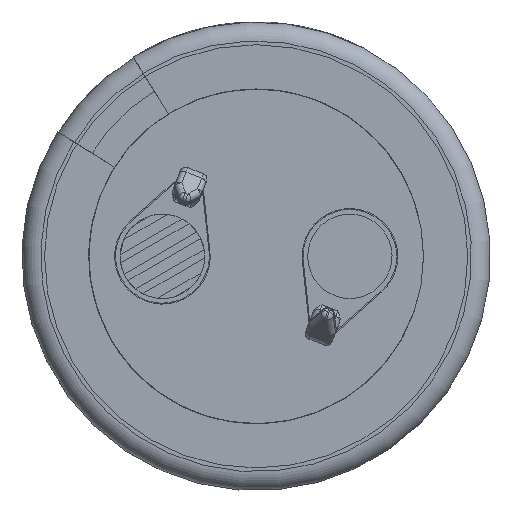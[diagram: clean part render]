
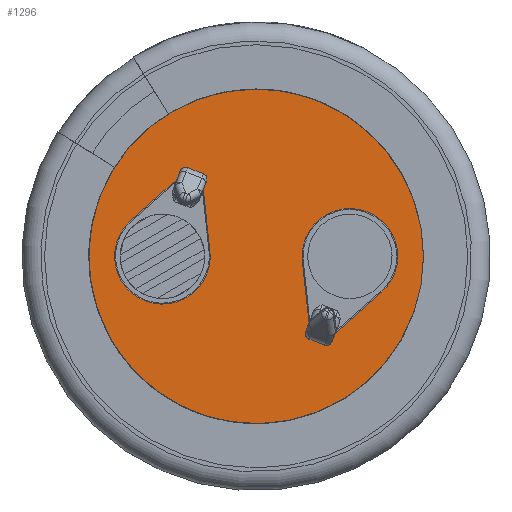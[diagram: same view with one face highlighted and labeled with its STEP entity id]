
A CAD part, front view. The second image highlights one B-rep face of the part: STEP entity #1296.
In plain terms, the highlighted planar face has unit normal (0, -1, 0).
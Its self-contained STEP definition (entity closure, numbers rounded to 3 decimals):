
#1296 = ADVANCED_FACE( '', ( #2938, #2939, #2940 ), #2941, .T. );
#2938 = FACE_OUTER_BOUND( '', #6014, .T. );
#2939 = FACE_BOUND( '', #6015, .T. );
#2940 = FACE_BOUND( '', #6016, .T. );
#2941 = PLANE( '', #6017 );
#6014 = EDGE_LOOP( '', ( #10672 ) );
#6015 = EDGE_LOOP( '', ( #10673, #10674, #10675, #10676 ) );
#6016 = EDGE_LOOP( '', ( #10677, #10678, #10679, #10680 ) );
#6017 = AXIS2_PLACEMENT_3D( '', #10681, #10682, #10683 );
#10672 = ORIENTED_EDGE( '', *, *, #13172, .T. );
#10673 = ORIENTED_EDGE( '', *, *, #14407, .F. );
#10674 = ORIENTED_EDGE( '', *, *, #14408, .F. );
#10675 = ORIENTED_EDGE( '', *, *, #13422, .F. );
#10676 = ORIENTED_EDGE( '', *, *, #13730, .F. );
#10677 = ORIENTED_EDGE( '', *, *, #13607, .T. );
#10678 = ORIENTED_EDGE( '', *, *, #14409, .T. );
#10679 = ORIENTED_EDGE( '', *, *, #14410, .T. );
#10680 = ORIENTED_EDGE( '', *, *, #14411, .T. );
#10681 = CARTESIAN_POINT( '', ( 0., 0., 0. ) );
#10682 = DIRECTION( '', ( 0., -1., 0. ) );
#10683 = DIRECTION( '', ( 1., 0., 0. ) );
#13172 = EDGE_CURVE( '', #15501, #15501, #15502, .T. );
#13422 = EDGE_CURVE( '', #15915, #15916, #15917, .T. );
#13607 = EDGE_CURVE( '', #16222, #16223, #16224, .T. );
#13730 = EDGE_CURVE( '', #16413, #15915, #16414, .T. );
#14407 = EDGE_CURVE( '', #17397, #16413, #17398, .T. );
#14408 = EDGE_CURVE( '', #15916, #17397, #17399, .T. );
#14409 = EDGE_CURVE( '', #16223, #17400, #17401, .T. );
#14410 = EDGE_CURVE( '', #17400, #17402, #17403, .T. );
#14411 = EDGE_CURVE( '', #17402, #16222, #17404, .T. );
#15501 = VERTEX_POINT( '', #19230 );
#15502 = CIRCLE( '', #19231, 10.357 );
#15915 = VERTEX_POINT( '', #20193 );
#15916 = VERTEX_POINT( '', #20194 );
#15917 = LINE( '', #20195, #20196 );
#16222 = VERTEX_POINT( '', #20766 );
#16223 = VERTEX_POINT( '', #20767 );
#16224 = LINE( '', #20768, #20769 );
#16413 = VERTEX_POINT( '', #21156 );
#16414 = CIRCLE( '', #21157, 2.55 );
#17397 = VERTEX_POINT( '', #23484 );
#17398 = LINE( '', #23485, #23486 );
#17399 = LINE( '', #23487, #23488 );
#17400 = VERTEX_POINT( '', #23489 );
#17401 = LINE( '', #23490, #23491 );
#17402 = VERTEX_POINT( '', #23492 );
#17403 = LINE( '', #23493, #23494 );
#17404 = CIRCLE( '', #23495, 2.55 );
#19230 = CARTESIAN_POINT( '', ( 10.357, 0., 0. ) );
#19231 = AXIS2_PLACEMENT_3D( '', #24872, #24873, #24874 );
#20193 = CARTESIAN_POINT( '', ( -2.465, 0., 0.274 ) );
#20194 = CARTESIAN_POINT( '', ( -2.814, 0., 3.497 ) );
#20195 = CARTESIAN_POINT( '', ( -2.465, 0., 0.274 ) );
#20196 = VECTOR( '', #24975, 1000. );
#20766 = CARTESIAN_POINT( '', ( 6.694, 0., -1.906 ) );
#20767 = CARTESIAN_POINT( '', ( 4.27, 0., -4.059 ) );
#20768 = CARTESIAN_POINT( '', ( 6.694, 0., -1.906 ) );
#20769 = VECTOR( '', #25059, 1000. );
#21156 = CARTESIAN_POINT( '', ( -6.694, 0., 1.906 ) );
#21157 = AXIS2_PLACEMENT_3D( '', #25128, #25129, #25130 );
#23484 = CARTESIAN_POINT( '', ( -4.27, 0., 4.059 ) );
#23485 = CARTESIAN_POINT( '', ( -4.27, 0., 4.059 ) );
#23486 = VECTOR( '', #25379, 1000. );
#23487 = CARTESIAN_POINT( '', ( -2.814, 0., 3.497 ) );
#23488 = VECTOR( '', #25380, 1000. );
#23489 = CARTESIAN_POINT( '', ( 2.814, 0., -3.497 ) );
#23490 = CARTESIAN_POINT( '', ( 4.27, 0., -4.059 ) );
#23491 = VECTOR( '', #25381, 1000. );
#23492 = CARTESIAN_POINT( '', ( 2.465, 0., -0.274 ) );
#23493 = CARTESIAN_POINT( '', ( 2.814, 0., -3.497 ) );
#23494 = VECTOR( '', #25382, 1000. );
#23495 = AXIS2_PLACEMENT_3D( '', #25383, #25384, #25385 );
#24872 = CARTESIAN_POINT( '', ( 0., 0., 0. ) );
#24873 = DIRECTION( '', ( 0., -1., 0. ) );
#24874 = DIRECTION( '', ( 1., 0., 0. ) );
#24975 = DIRECTION( '', ( -0.108, 0., 0.994 ) );
#25059 = DIRECTION( '', ( -0.748, 0., -0.664 ) );
#25128 = CARTESIAN_POINT( '', ( -5., 0., 0. ) );
#25129 = DIRECTION( '', ( 0., -1., 0. ) );
#25130 = DIRECTION( '', ( 0., 0., 1. ) );
#25379 = DIRECTION( '', ( -0.748, 0., -0.664 ) );
#25380 = DIRECTION( '', ( -0.933, 0., 0.36 ) );
#25381 = DIRECTION( '', ( -0.933, 0., 0.36 ) );
#25382 = DIRECTION( '', ( -0.108, 0., 0.994 ) );
#25383 = CARTESIAN_POINT( '', ( 5., 0., 0. ) );
#25384 = DIRECTION( '', ( 0., 1., 0. ) );
#25385 = DIRECTION( '', ( 0., 0., -1. ) );
